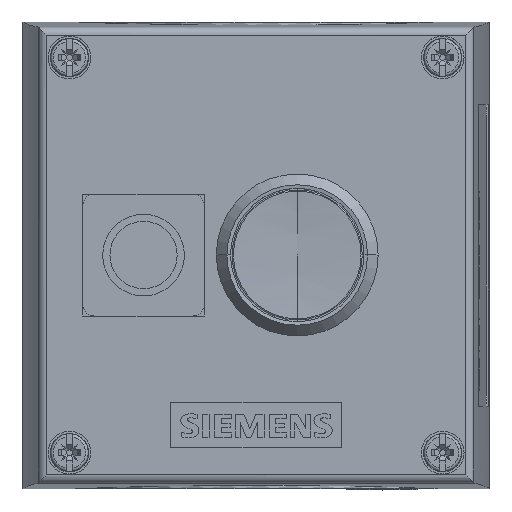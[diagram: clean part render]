
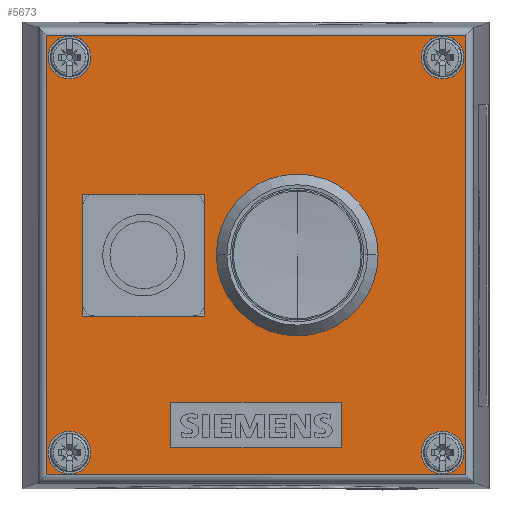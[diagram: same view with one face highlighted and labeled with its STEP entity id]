
A CAD part, top view. The second image highlights one B-rep face of the part: STEP entity #5673.
In plain terms, the highlighted planar face has unit normal (0, 0, 1).
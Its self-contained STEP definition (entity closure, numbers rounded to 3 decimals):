
#5673=ADVANCED_FACE('',(#12491,#12492,#12493,#12494,#12495,#12496,#12497,#12498),#12499,.T.);
#12491=FACE_OUTER_BOUND('',#20105,.T.);
#12492=FACE_BOUND('',#20106,.T.);
#12493=FACE_BOUND('',#20107,.T.);
#12494=FACE_BOUND('',#20108,.T.);
#12495=FACE_BOUND('',#20109,.T.);
#12496=FACE_BOUND('',#20110,.T.);
#12497=FACE_BOUND('',#20111,.T.);
#12498=FACE_BOUND('',#20112,.T.);
#12499=PLANE('',#20113);
#20105=EDGE_LOOP('',(#42608,#42609,#42610,#42611));
#20106=EDGE_LOOP('',(#42612,#42613));
#20107=EDGE_LOOP('',(#42614,#42615));
#20108=EDGE_LOOP('',(#42616,#42617));
#20109=EDGE_LOOP('',(#42618,#42619));
#20110=EDGE_LOOP('',(#42620,#42621,#42622,#42623));
#20111=EDGE_LOOP('',(#42624,#42625,#42626,#42627));
#20112=EDGE_LOOP('',(#42628,#42629));
#20113=AXIS2_PLACEMENT_3D('',#42630,#42631,#42632);
#42608=ORIENTED_EDGE('',*,*,#48466,.T.);
#42609=ORIENTED_EDGE('',*,*,#48462,.F.);
#42610=ORIENTED_EDGE('',*,*,#48469,.F.);
#42611=ORIENTED_EDGE('',*,*,#48470,.F.);
#42612=ORIENTED_EDGE('',*,*,#44758,.T.);
#42613=ORIENTED_EDGE('',*,*,#48020,.T.);
#42614=ORIENTED_EDGE('',*,*,#44753,.T.);
#42615=ORIENTED_EDGE('',*,*,#48024,.T.);
#42616=ORIENTED_EDGE('',*,*,#44748,.T.);
#42617=ORIENTED_EDGE('',*,*,#48028,.T.);
#42618=ORIENTED_EDGE('',*,*,#44743,.T.);
#42619=ORIENTED_EDGE('',*,*,#48032,.T.);
#42620=ORIENTED_EDGE('',*,*,#48413,.T.);
#42621=ORIENTED_EDGE('',*,*,#48422,.T.);
#42622=ORIENTED_EDGE('',*,*,#48419,.T.);
#42623=ORIENTED_EDGE('',*,*,#48416,.T.);
#42624=ORIENTED_EDGE('',*,*,#48448,.T.);
#42625=ORIENTED_EDGE('',*,*,#48456,.T.);
#42626=ORIENTED_EDGE('',*,*,#48454,.T.);
#42627=ORIENTED_EDGE('',*,*,#48451,.T.);
#42628=ORIENTED_EDGE('',*,*,#44738,.T.);
#42629=ORIENTED_EDGE('',*,*,#48458,.T.);
#42630=CARTESIAN_POINT('',(42.537,85.2,64.0));
#42631=DIRECTION('',(0.0,0.0,1.0));
#42632=DIRECTION('',(1.0,0.0,0.0));
#44738=EDGE_CURVE('',#49759,#49763,#49765,.T.);
#44743=EDGE_CURVE('',#49768,#49772,#49774,.T.);
#44748=EDGE_CURVE('',#49777,#49781,#49783,.T.);
#44753=EDGE_CURVE('',#49786,#49790,#49792,.T.);
#44758=EDGE_CURVE('',#49795,#49799,#49801,.T.);
#48020=EDGE_CURVE('',#49799,#49795,#54460,.T.);
#48024=EDGE_CURVE('',#49790,#49786,#54464,.T.);
#48028=EDGE_CURVE('',#49781,#49777,#54468,.T.);
#48032=EDGE_CURVE('',#49772,#49768,#54472,.T.);
#48413=EDGE_CURVE('',#55040,#55038,#55041,.T.);
#48416=EDGE_CURVE('',#55044,#55040,#55045,.T.);
#48419=EDGE_CURVE('',#55048,#55044,#55049,.T.);
#48422=EDGE_CURVE('',#55038,#55048,#55052,.T.);
#48448=EDGE_CURVE('',#55088,#55090,#55092,.T.);
#48451=EDGE_CURVE('',#55094,#55088,#55096,.T.);
#48454=EDGE_CURVE('',#55098,#55094,#55100,.T.);
#48456=EDGE_CURVE('',#55090,#55098,#55102,.T.);
#48458=EDGE_CURVE('',#49763,#49759,#55104,.T.);
#48462=EDGE_CURVE('',#55108,#55110,#55111,.T.);
#48466=EDGE_CURVE('',#55115,#55110,#55116,.T.);
#48469=EDGE_CURVE('',#55119,#55108,#55120,.T.);
#48470=EDGE_CURVE('',#55115,#55119,#55121,.T.);
#49759=VERTEX_POINT('',#57816);
#49763=VERTEX_POINT('',#57854);
#49765=CIRCLE('',#57857,11.25);
#49768=VERTEX_POINT('',#57860);
#49772=VERTEX_POINT('',#57865);
#49774=CIRCLE('',#57868,3.9);
#49777=VERTEX_POINT('',#57871);
#49781=VERTEX_POINT('',#57876);
#49783=CIRCLE('',#57879,3.9);
#49786=VERTEX_POINT('',#57882);
#49790=VERTEX_POINT('',#57887);
#49792=CIRCLE('',#57890,3.9);
#49795=VERTEX_POINT('',#57893);
#49799=VERTEX_POINT('',#57898);
#49801=CIRCLE('',#57901,3.9);
#54460=CIRCLE('',#65221,3.9);
#54464=CIRCLE('',#65225,3.9);
#54468=CIRCLE('',#65229,3.9);
#54472=CIRCLE('',#65233,3.9);
#55038=VERTEX_POINT('',#66008);
#55040=VERTEX_POINT('',#66011);
#55041=LINE('',#66012,#66013);
#55044=VERTEX_POINT('',#66017);
#55045=LINE('',#66018,#66019);
#55048=VERTEX_POINT('',#66023);
#55049=LINE('',#66024,#66025);
#55052=LINE('',#66029,#66030);
#55088=VERTEX_POINT('',#66080);
#55090=VERTEX_POINT('',#66083);
#55092=LINE('',#66086,#66087);
#55094=VERTEX_POINT('',#66089);
#55096=LINE('',#66092,#66093);
#55098=VERTEX_POINT('',#66095);
#55100=LINE('',#66098,#66099);
#55102=LINE('',#66101,#66102);
#55104=CIRCLE('',#66104,11.25);
#55108=VERTEX_POINT('',#66111);
#55110=VERTEX_POINT('',#66113);
#55111=LINE('',#66114,#66115);
#55115=VERTEX_POINT('',#66119);
#55116=LINE('',#66120,#66121);
#55119=VERTEX_POINT('',#66124);
#55120=LINE('',#66125,#66126);
#55121=LINE('',#66127,#66128);
#57816=CARTESIAN_POINT('',(61.288,42.7,64.0));
#57854=CARTESIAN_POINT('',(38.788,42.7,64.0));
#57857=AXIS2_PLACEMENT_3D('',#67226,#67227,#67228);
#57860=CARTESIAN_POINT('',(12.438,6.7,64.0));
#57865=CARTESIAN_POINT('',(4.638,6.7,64.0));
#57868=AXIS2_PLACEMENT_3D('',#67234,#67235,#67236);
#57871=CARTESIAN_POINT('',(12.438,78.7,64.0));
#57876=CARTESIAN_POINT('',(4.638,78.7,64.0));
#57879=AXIS2_PLACEMENT_3D('',#67242,#67243,#67244);
#57882=CARTESIAN_POINT('',(80.438,6.7,64.0));
#57887=CARTESIAN_POINT('',(72.638,6.7,64.0));
#57890=AXIS2_PLACEMENT_3D('',#67250,#67251,#67252);
#57893=CARTESIAN_POINT('',(80.438,78.7,64.0));
#57898=CARTESIAN_POINT('',(72.638,78.7,64.0));
#57901=AXIS2_PLACEMENT_3D('',#67258,#67259,#67260);
#65221=AXIS2_PLACEMENT_3D('',#69816,#69817,#69818);
#65225=AXIS2_PLACEMENT_3D('',#69822,#69823,#69824);
#65229=AXIS2_PLACEMENT_3D('',#69828,#69829,#69830);
#65233=AXIS2_PLACEMENT_3D('',#69834,#69835,#69836);
#66008=CARTESIAN_POINT('',(58.088,7.55,64.0));
#66011=CARTESIAN_POINT('',(58.088,15.85,64.0));
#66012=CARTESIAN_POINT('',(58.088,48.45,64.0));
#66013=VECTOR('',#70254,1.0);
#66017=CARTESIAN_POINT('',(26.988,15.85,64.0));
#66018=CARTESIAN_POINT('',(42.537,15.85,64.0));
#66019=VECTOR('',#70256,1.0);
#66023=CARTESIAN_POINT('',(26.988,7.55,64.0));
#66024=CARTESIAN_POINT('',(26.988,48.45,64.0));
#66025=VECTOR('',#70258,1.0);
#66029=CARTESIAN_POINT('',(42.537,7.55,64.0));
#66030=VECTOR('',#70260,1.0);
#66080=CARTESIAN_POINT('',(10.938,53.8,64.0));
#66083=CARTESIAN_POINT('',(33.138,53.8,64.0));
#66086=CARTESIAN_POINT('',(32.287,53.8,64.0));
#66087=VECTOR('',#70283,1.0);
#66089=CARTESIAN_POINT('',(10.938,31.6,64.0));
#66092=CARTESIAN_POINT('',(10.938,63.95,64.0));
#66093=VECTOR('',#70285,1.0);
#66095=CARTESIAN_POINT('',(33.138,31.6,64.0));
#66098=CARTESIAN_POINT('',(32.287,31.6,64.0));
#66099=VECTOR('',#70287,1.0);
#66101=CARTESIAN_POINT('',(33.138,63.95,64.0));
#66102=VECTOR('',#70288,1.0);
#66104=AXIS2_PLACEMENT_3D('',#70289,#70290,#70291);
#66111=CARTESIAN_POINT('',(80.714,2.656,64.0));
#66113=CARTESIAN_POINT('',(4.361,2.656,64.0));
#66114=CARTESIAN_POINT('',(42.537,2.656,64.0));
#66115=VECTOR('',#70295,1.0);
#66119=CARTESIAN_POINT('',(4.361,82.744,64.0));
#66120=CARTESIAN_POINT('',(4.361,85.2,64.0));
#66121=VECTOR('',#70299,1.0);
#66124=CARTESIAN_POINT('',(80.714,82.744,64.0));
#66125=CARTESIAN_POINT('',(80.714,85.2,64.0));
#66126=VECTOR('',#70303,1.0);
#66127=CARTESIAN_POINT('',(42.537,82.744,64.0));
#66128=VECTOR('',#70304,1.0);
#67226=CARTESIAN_POINT('',(50.038,42.7,64.0));
#67227=DIRECTION('',(0.0,0.0,-1.0));
#67228=DIRECTION('',(1.0,0.0,0.0));
#67234=CARTESIAN_POINT('',(8.538,6.7,64.0));
#67235=DIRECTION('',(0.0,0.0,-1.0));
#67236=DIRECTION('',(1.0,0.0,0.0));
#67242=CARTESIAN_POINT('',(8.538,78.7,64.0));
#67243=DIRECTION('',(0.0,0.0,-1.0));
#67244=DIRECTION('',(1.0,0.0,0.0));
#67250=CARTESIAN_POINT('',(76.538,6.7,64.0));
#67251=DIRECTION('',(0.0,0.0,-1.0));
#67252=DIRECTION('',(1.0,0.0,0.0));
#67258=CARTESIAN_POINT('',(76.538,78.7,64.0));
#67259=DIRECTION('',(0.0,0.0,-1.0));
#67260=DIRECTION('',(1.0,0.0,0.0));
#69816=CARTESIAN_POINT('',(76.538,78.7,64.0));
#69817=DIRECTION('',(0.0,0.0,-1.0));
#69818=DIRECTION('',(1.0,0.0,0.0));
#69822=CARTESIAN_POINT('',(76.538,6.7,64.0));
#69823=DIRECTION('',(0.0,0.0,-1.0));
#69824=DIRECTION('',(1.0,0.0,0.0));
#69828=CARTESIAN_POINT('',(8.538,78.7,64.0));
#69829=DIRECTION('',(0.0,0.0,-1.0));
#69830=DIRECTION('',(1.0,0.0,0.0));
#69834=CARTESIAN_POINT('',(8.538,6.7,64.0));
#69835=DIRECTION('',(0.0,0.0,-1.0));
#69836=DIRECTION('',(1.0,0.0,0.0));
#70254=DIRECTION('',(0.0,-1.0,0.0));
#70256=DIRECTION('',(1.0,0.0,0.0));
#70258=DIRECTION('',(0.0,1.0,0.0));
#70260=DIRECTION('',(-1.0,0.0,0.0));
#70283=DIRECTION('',(1.0,0.0,0.0));
#70285=DIRECTION('',(0.0,1.0,0.0));
#70287=DIRECTION('',(-1.0,0.0,0.0));
#70288=DIRECTION('',(0.0,-1.0,0.0));
#70289=CARTESIAN_POINT('',(50.038,42.7,64.0));
#70290=DIRECTION('',(0.0,0.0,-1.0));
#70291=DIRECTION('',(1.0,0.0,0.0));
#70295=DIRECTION('',(-1.0,0.0,0.0));
#70299=DIRECTION('',(0.0,-1.0,0.0));
#70303=DIRECTION('',(0.0,-1.0,0.0));
#70304=DIRECTION('',(1.0,0.0,0.0));
